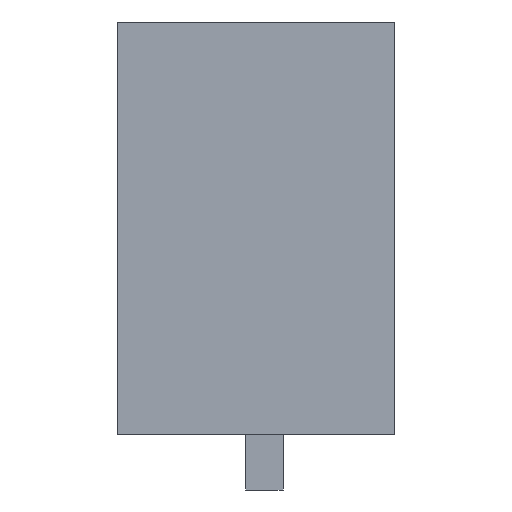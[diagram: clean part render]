
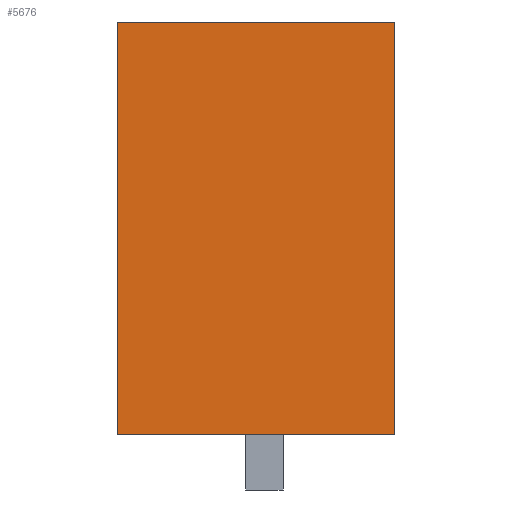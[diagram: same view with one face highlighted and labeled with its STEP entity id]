
A CAD part, left-side view. The second image highlights one B-rep face of the part: STEP entity #5676.
In plain terms, the highlighted planar face has unit normal (-1, 0, 0).
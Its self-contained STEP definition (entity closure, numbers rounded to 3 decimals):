
#5656=AXIS2_PLACEMENT_3D('Plane Axis2P3D',#5653,#5654,#5655) ;
#276=CARTESIAN_POINT('Vertex',(0.,7.45,1.5)) ;
#279=CARTESIAN_POINT('Line Origine',(0.,7.45,7.025)) ;
#283=CARTESIAN_POINT('Vertex',(0.,7.45,12.55)) ;
#5637=CARTESIAN_POINT('Vertex',(0.,0.,1.5)) ;
#5640=CARTESIAN_POINT('Line Origine',(0.,3.725,1.5)) ;
#5653=CARTESIAN_POINT('Axis2P3D Location',(0.,7.45,0.1)) ;
#5658=CARTESIAN_POINT('Line Origine',(0.,0.,7.025)) ;
#5662=CARTESIAN_POINT('Vertex',(0.,0.,12.55)) ;
#5665=CARTESIAN_POINT('Line Origine',(0.,3.725,12.55)) ;
#280=DIRECTION('Vector Direction',(0.,0.,1.)) ;
#5641=DIRECTION('Vector Direction',(0.,1.,0.)) ;
#5654=DIRECTION('Axis2P3D Direction',(1.,0.,0.)) ;
#5655=DIRECTION('Axis2P3D XDirection',(0.,0.,-1.)) ;
#5659=DIRECTION('Vector Direction',(0.,0.,-1.)) ;
#5666=DIRECTION('Vector Direction',(0.,-1.,0.)) ;
#281=VECTOR('Line Direction',#280,1.) ;
#5642=VECTOR('Line Direction',#5641,1.) ;
#5660=VECTOR('Line Direction',#5659,1.) ;
#5667=VECTOR('Line Direction',#5666,1.) ;
#5671=ORIENTED_EDGE('',*,*,#5644,.F.) ;
#5672=ORIENTED_EDGE('',*,*,#5664,.F.) ;
#5673=ORIENTED_EDGE('',*,*,#5669,.F.) ;
#5674=ORIENTED_EDGE('',*,*,#285,.F.) ;
#5676=ADVANCED_FACE('HOUSING',(#5675),#5657,.F.) ;
#285=EDGE_CURVE('',#277,#284,#282,.T.) ;
#5644=EDGE_CURVE('',#5638,#277,#5643,.T.) ;
#5664=EDGE_CURVE('',#5663,#5638,#5661,.T.) ;
#5669=EDGE_CURVE('',#284,#5663,#5668,.T.) ;
#5670=EDGE_LOOP('',(#5671,#5672,#5673,#5674)) ;
#5675=FACE_OUTER_BOUND('',#5670,.T.) ;
#282=LINE('Line',#279,#281) ;
#5643=LINE('Line',#5640,#5642) ;
#5661=LINE('Line',#5658,#5660) ;
#5668=LINE('Line',#5665,#5667) ;
#5657=PLANE('',#5656) ;
#277=VERTEX_POINT('',#276) ;
#284=VERTEX_POINT('',#283) ;
#5638=VERTEX_POINT('',#5637) ;
#5663=VERTEX_POINT('',#5662) ;
